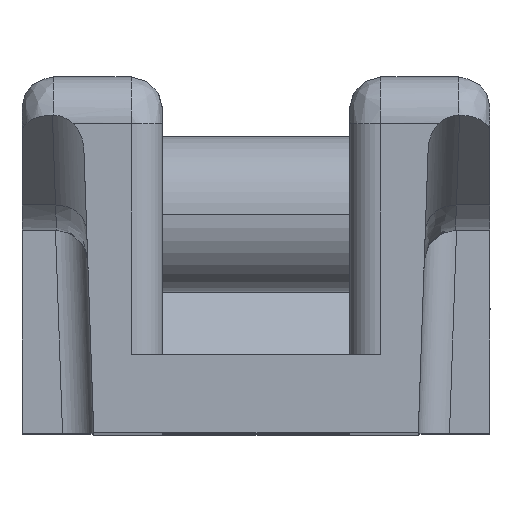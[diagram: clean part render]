
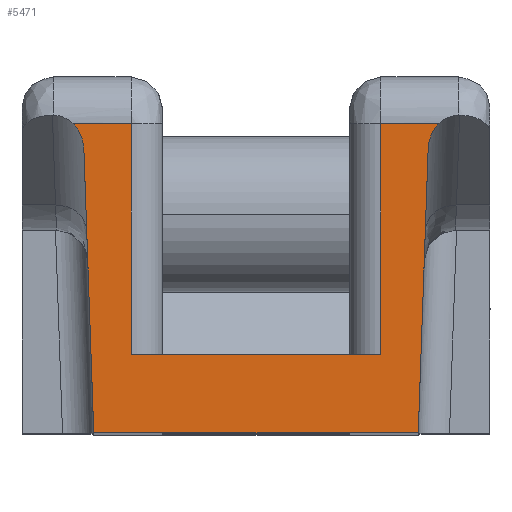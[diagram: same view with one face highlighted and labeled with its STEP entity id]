
A CAD part, top view. The second image highlights one B-rep face of the part: STEP entity #5471.
In plain terms, the highlighted planar face has unit normal (0, 0, 1).
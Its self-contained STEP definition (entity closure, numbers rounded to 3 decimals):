
#919=DIRECTION('',(-1.,0.,0.));
#920=VECTOR('',#919,1.862);
#921=CARTESIAN_POINT('',(5.862,9.9,23.));
#922=LINE('',#921,#920);
#938=DIRECTION('',(-1.,0.,0.));
#939=VECTOR('',#938,1.862);
#940=CARTESIAN_POINT('',(-4.,9.9,23.));
#941=LINE('',#940,#939);
#948=CARTESIAN_POINT('',(5.517,9.069,23.));
#949=CARTESIAN_POINT('',(5.522,9.23,23.));
#950=CARTESIAN_POINT('',(5.589,9.528,23.));
#951=CARTESIAN_POINT('',(5.749,9.786,23.));
#952=CARTESIAN_POINT('',(5.862,9.9,23.));
#1125=DIRECTION('',(0.,-1.,0.));
#1126=VECTOR('',#1125,7.4);
#1127=CARTESIAN_POINT('',(4.,9.9,23.));
#1128=LINE('',#1127,#1126);
#1129=DIRECTION('',(0.035,0.999,0.));
#1130=VECTOR('',#1129,9.074);
#1131=CARTESIAN_POINT('',(5.2,0.,23.));
#1132=LINE('',#1131,#1130);
#1133=DIRECTION('',(1.,0.,0.));
#1134=VECTOR('',#1133,10.4);
#1135=CARTESIAN_POINT('',(-5.2,0.,23.));
#1136=LINE('',#1135,#1134);
#1137=DIRECTION('',(-0.035,0.999,0.));
#1138=VECTOR('',#1137,9.074);
#1139=CARTESIAN_POINT('',(-5.2,0.,23.));
#1140=LINE('',#1139,#1138);
#1141=DIRECTION('',(0.,1.,0.));
#1142=VECTOR('',#1141,7.4);
#1143=CARTESIAN_POINT('',(-4.,2.5,23.));
#1144=LINE('',#1143,#1142);
#1912=CARTESIAN_POINT('',(-5.862,9.9,23.));
#1913=CARTESIAN_POINT('',(-5.749,9.786,23.));
#1914=CARTESIAN_POINT('',(-5.589,9.528,23.));
#1915=CARTESIAN_POINT('',(-5.522,9.23,23.));
#1916=CARTESIAN_POINT('',(-5.517,9.069,23.));
#1980=DIRECTION('',(-1.,0.,0.));
#1981=VECTOR('',#1980,8.);
#1982=CARTESIAN_POINT('',(4.,2.5,23.));
#1983=LINE('',#1982,#1981);
#3433=CARTESIAN_POINT('',(-5.2,0.,23.));
#3434=CARTESIAN_POINT('',(5.2,0.,23.));
#3435=VERTEX_POINT('',#3433);
#3436=VERTEX_POINT('',#3434);
#3455=CARTESIAN_POINT('',(5.517,9.069,23.));
#3457=VERTEX_POINT('',#3455);
#3501=CARTESIAN_POINT('',(-5.517,9.069,23.));
#3503=VERTEX_POINT('',#3501);
#3519=VERTEX_POINT('',#1912);
#3521=VERTEX_POINT('',#952);
#3679=CARTESIAN_POINT('',(4.,9.9,23.));
#3680=CARTESIAN_POINT('',(4.,2.5,23.));
#3681=VERTEX_POINT('',#3679);
#3682=VERTEX_POINT('',#3680);
#3799=CARTESIAN_POINT('',(-4.,9.9,23.));
#3800=VERTEX_POINT('',#3799);
#3803=CARTESIAN_POINT('',(-4.,2.5,23.));
#3804=VERTEX_POINT('',#3803);
#5449=CARTESIAN_POINT('',(0.,0.,23.));
#5450=DIRECTION('',(0.,0.,1.));
#5451=DIRECTION('',(1.,0.,0.));
#5452=AXIS2_PLACEMENT_3D('',#5449,#5450,#5451);
#5453=PLANE('',#5452);
#5455=ORIENTED_EDGE('',*,*,#5454,.F.);
#5456=ORIENTED_EDGE('',*,*,#5152,.F.);
#5457=ORIENTED_EDGE('',*,*,#5189,.F.);
#5458=ORIENTED_EDGE('',*,*,#5284,.F.);
#5459=ORIENTED_EDGE('',*,*,#4463,.F.);
#5461=ORIENTED_EDGE('',*,*,#5460,.T.);
#5463=ORIENTED_EDGE('',*,*,#5462,.F.);
#5464=ORIENTED_EDGE('',*,*,#5170,.F.);
#5466=ORIENTED_EDGE('',*,*,#5465,.F.);
#5468=ORIENTED_EDGE('',*,*,#5467,.F.);
#5469=EDGE_LOOP('',(#5455,#5456,#5457,#5458,#5459,#5461,#5463,#5464,#5466,
#5468));
#5470=FACE_OUTER_BOUND('',#5469,.F.);
#5471=ADVANCED_FACE('',(#5470),#5453,.T.);
#953=B_SPLINE_CURVE_WITH_KNOTS('',3,(#948,#949,#950,#951,#952),.UNSPECIFIED.,
.F.,.F.,(4,1,4),(0.,0.5,1.),.UNSPECIFIED.);
#1917=B_SPLINE_CURVE_WITH_KNOTS('',3,(#1912,#1913,#1914,#1915,#1916),
.UNSPECIFIED.,.F.,.F.,(4,1,4),(0.,0.5,1.),.UNSPECIFIED.);
#4463=EDGE_CURVE('',#3435,#3436,#1136,.T.);
#5152=EDGE_CURVE('',#3521,#3681,#922,.T.);
#5170=EDGE_CURVE('',#3800,#3519,#941,.T.);
#5189=EDGE_CURVE('',#3457,#3521,#953,.T.);
#5284=EDGE_CURVE('',#3436,#3457,#1132,.T.);
#5454=EDGE_CURVE('',#3681,#3682,#1128,.T.);
#5460=EDGE_CURVE('',#3435,#3503,#1140,.T.);
#5462=EDGE_CURVE('',#3519,#3503,#1917,.T.);
#5465=EDGE_CURVE('',#3804,#3800,#1144,.T.);
#5467=EDGE_CURVE('',#3682,#3804,#1983,.T.);
